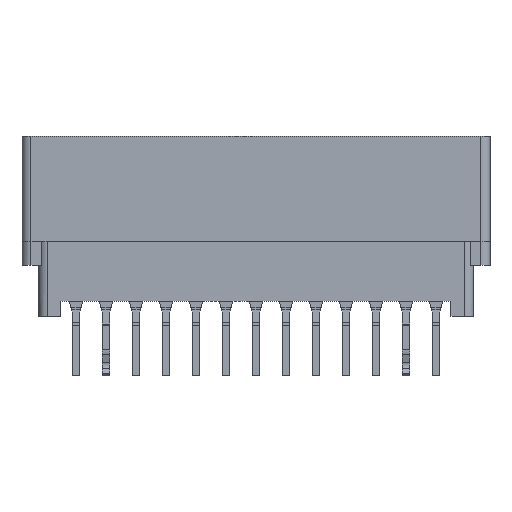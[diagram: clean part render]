
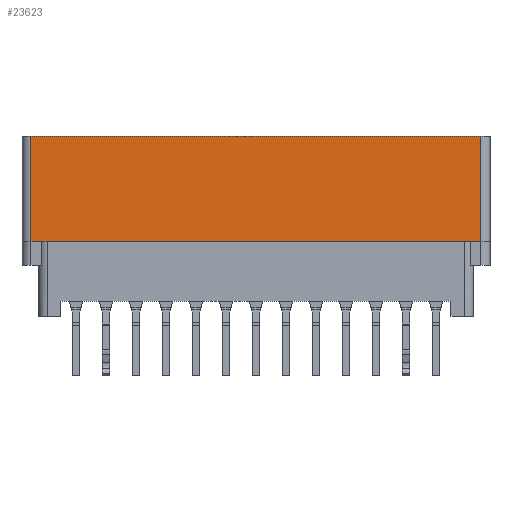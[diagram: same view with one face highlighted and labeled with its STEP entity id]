
A CAD part, front view. The second image highlights one B-rep face of the part: STEP entity #23623.
In plain terms, the highlighted planar face has unit normal (0, -1, 0).
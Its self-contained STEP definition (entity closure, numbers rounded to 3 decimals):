
#759=FACE_OUTER_BOUND('',#2112,.T.);
#2112=EDGE_LOOP('',(#15940,#15941,#15942,#15943));
#3460=LINE('',#34289,#6031);
#3580=LINE('',#34548,#6151);
#3788=LINE('',#34993,#6359);
#3789=LINE('',#34995,#6360);
#6031=VECTOR('',#27203,38.1);
#6151=VECTOR('',#27347,38.1);
#6359=VECTOR('',#27639,8.89);
#6360=VECTOR('',#27642,8.89);
#9508=VERTEX_POINT('',#34286);
#9509=VERTEX_POINT('',#34288);
#9635=VERTEX_POINT('',#34545);
#9636=VERTEX_POINT('',#34547);
#11890=EDGE_CURVE('',#9508,#9509,#3460,.T.);
#12019=EDGE_CURVE('',#9636,#9635,#3580,.T.);
#12244=EDGE_CURVE('',#9508,#9636,#3788,.T.);
#12245=EDGE_CURVE('',#9509,#9635,#3789,.T.);
#15940=ORIENTED_EDGE('',*,*,#12244,.T.);
#15941=ORIENTED_EDGE('',*,*,#12019,.T.);
#15942=ORIENTED_EDGE('',*,*,#12245,.F.);
#15943=ORIENTED_EDGE('',*,*,#11890,.F.);
#22778=PLANE('',#24995);
#23623=ADVANCED_FACE('',(#759),#22778,.T.);
#24995=AXIS2_PLACEMENT_3D('',#34994,#27640,#27641);
#27203=DIRECTION('',(1.,0.,0.));
#27347=DIRECTION('',(1.,0.,0.));
#27639=DIRECTION('',(0.,0.,-1.));
#27640=DIRECTION('center_axis',(0.,-1.,0.));
#27641=DIRECTION('ref_axis',(1.,0.,0.));
#27642=DIRECTION('',(0.,0.,-1.));
#34286=CARTESIAN_POINT('',(-19.05,-4.674,0.));
#34288=CARTESIAN_POINT('',(19.05,-4.674,0.));
#34289=CARTESIAN_POINT('',(-19.05,-4.674,0.));
#34545=CARTESIAN_POINT('',(19.05,-4.674,-8.89));
#34547=CARTESIAN_POINT('',(-19.05,-4.674,-8.89));
#34548=CARTESIAN_POINT('',(-19.05,-4.674,-8.89));
#34993=CARTESIAN_POINT('',(-19.05,-4.674,0.));
#34994=CARTESIAN_POINT('Origin',(-19.812,-4.674,0.));
#34995=CARTESIAN_POINT('',(19.05,-4.674,0.));
